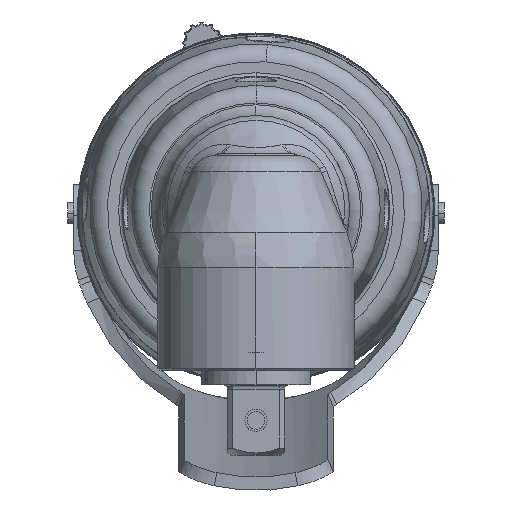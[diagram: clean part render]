
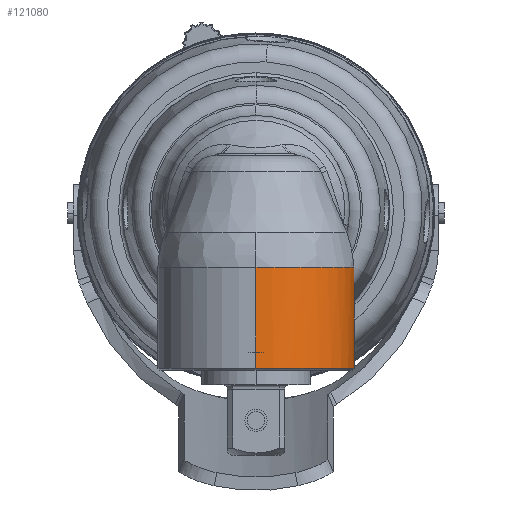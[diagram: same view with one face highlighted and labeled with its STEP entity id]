
A CAD part, top view. The second image highlights one B-rep face of the part: STEP entity #121080.
In plain terms, the highlighted cylindrical face has radius 11 mm (diameter 22 mm), a partial arc.
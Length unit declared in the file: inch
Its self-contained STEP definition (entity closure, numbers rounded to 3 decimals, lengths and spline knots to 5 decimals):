
#47903=CARTESIAN_POINT('',(0.,-0.25798,2.97244));
#47904=DIRECTION('',(0.,1.,0.));
#47905=DIRECTION('',(0.,0.,1.));
#47906=AXIS2_PLACEMENT_3D('',#47903,#47904,#47905);
#47929=CARTESIAN_POINT('',(0.,-0.25798,
3.40551));
#48125=CARTESIAN_POINT('',(0.36982,-0.25798,
2.74709));
#48126=CARTESIAN_POINT('',(0.3686,-0.26054,
2.74508));
#48127=CARTESIAN_POINT('',(0.3661,-0.2656,
2.74105));
#48128=CARTESIAN_POINT('',(0.3622,-0.27305,
2.73499));
#48129=CARTESIAN_POINT('',(0.35814,-0.28034,
2.72892));
#48130=CARTESIAN_POINT('',(0.35393,-0.28749,
2.72284));
#48131=CARTESIAN_POINT('',(0.34956,-0.2945,
2.71676));
#48132=CARTESIAN_POINT('',(0.34503,-0.30137,
2.71066));
#48133=CARTESIAN_POINT('',(0.34033,-0.30812,
2.70458));
#48134=CARTESIAN_POINT('',(0.33547,-0.31472,
2.69853));
#48135=CARTESIAN_POINT('',(0.33047,-0.32117,
2.69251));
#48136=CARTESIAN_POINT('',(0.32535,-0.32744,
2.68657));
#48137=CARTESIAN_POINT('',(0.32012,-0.33352,
2.68073));
#48138=CARTESIAN_POINT('',(0.3148,-0.33938,
2.675));
#48139=CARTESIAN_POINT('',(0.3094,-0.34505,
2.66938));
#48140=CARTESIAN_POINT('',(0.3039,-0.35052,
2.66387));
#48141=CARTESIAN_POINT('',(0.29832,-0.35581,
2.65847));
#48142=CARTESIAN_POINT('',(0.29264,-0.36092,
2.65318));
#48143=CARTESIAN_POINT('',(0.28689,-0.36586,
2.648));
#48144=CARTESIAN_POINT('',(0.28105,-0.37062,
2.64293));
#48145=CARTESIAN_POINT('',(0.27514,-0.37521,
2.63798));
#48146=CARTESIAN_POINT('',(0.26916,-0.37963,
2.63314));
#48147=CARTESIAN_POINT('',(0.26309,-0.38388,
2.62842));
#48148=CARTESIAN_POINT('',(0.25696,-0.38798,
2.62381));
#48149=CARTESIAN_POINT('',(0.25076,-0.39192,
2.61933));
#48150=CARTESIAN_POINT('',(0.24448,-0.39571,
2.61495));
#48151=CARTESIAN_POINT('',(0.23814,-0.39935,
2.6107));
#48152=CARTESIAN_POINT('',(0.23173,-0.40285,
2.60656));
#48153=CARTESIAN_POINT('',(0.22525,-0.4062,
2.60253));
#48154=CARTESIAN_POINT('',(0.2187,-0.40942,
2.59862));
#48155=CARTESIAN_POINT('',(0.21208,-0.4125,
2.59483));
#48156=CARTESIAN_POINT('',(0.20539,-0.41545,
2.59115));
#48157=CARTESIAN_POINT('',(0.19863,-0.41827,
2.58758));
#48158=CARTESIAN_POINT('',(0.1918,-0.42097,
2.58413));
#48159=CARTESIAN_POINT('',(0.1849,-0.42354,
2.5808));
#48160=CARTESIAN_POINT('',(0.17793,-0.42599,
2.57758));
#48161=CARTESIAN_POINT('',(0.17088,-0.42832,
2.57448));
#48162=CARTESIAN_POINT('',(0.16376,-0.43054,
2.5715));
#48163=CARTESIAN_POINT('',(0.15657,-0.43264,
2.56864));
#48164=CARTESIAN_POINT('',(0.14929,-0.43463,
2.56589));
#48165=CARTESIAN_POINT('',(0.14194,-0.43651,
2.56327));
#48166=CARTESIAN_POINT('',(0.13451,-0.43829,
2.56076));
#48167=CARTESIAN_POINT('',(0.127,-0.43996,
2.55838));
#48168=CARTESIAN_POINT('',(0.11942,-0.44152,
2.55613));
#48169=CARTESIAN_POINT('',(0.11177,-0.44299,
2.55402));
#48170=CARTESIAN_POINT('',(0.10405,-0.44434,
2.55203));
#48171=CARTESIAN_POINT('',(0.09627,-0.4456,
2.55018));
#48172=CARTESIAN_POINT('',(0.08843,-0.44675,
2.54847));
#48173=CARTESIAN_POINT('',(0.08055,-0.4478,
2.5469));
#48174=CARTESIAN_POINT('',(0.07262,-0.44875,
2.54548));
#48175=CARTESIAN_POINT('',(0.06465,-0.4496,
2.5442));
#48176=CARTESIAN_POINT('',(0.05665,-0.45034,
2.54307));
#48177=CARTESIAN_POINT('',(0.04861,-0.45099,
2.54208));
#48178=CARTESIAN_POINT('',(0.04055,-0.45153,
2.54125));
#48179=CARTESIAN_POINT('',(0.03247,-0.45198,
2.54056));
#48180=CARTESIAN_POINT('',(0.02437,-0.45233,
2.54003));
#48181=CARTESIAN_POINT('',(0.01625,-0.45257,
2.53965));
#48182=CARTESIAN_POINT('',(0.00813,-0.45272,
2.53942));
#48183=CARTESIAN_POINT('',(0.00271,-0.45276,
2.53937));
#48184=CARTESIAN_POINT('',(0.,-0.45276,
2.53937));
#48251=DIRECTION('',(0.,-1.,0.));
#48252=VECTOR('',#48251,0.44557);
#48253=CARTESIAN_POINT('',(0.,-0.25798,
3.40551));
#48254=LINE('',#48253,#48252);
#48255=DIRECTION('',(0.,1.,0.));
#48256=VECTOR('',#48255,0.25079);
#48257=CARTESIAN_POINT('',(0.,-0.70354,2.53937));
#48258=LINE('',#48257,#48256);
#48322=CARTESIAN_POINT('',(0.,-0.70354,2.97244));
#48323=DIRECTION('',(0.,1.,0.));
#48324=DIRECTION('',(0.,0.,1.));
#48325=AXIS2_PLACEMENT_3D('',#48322,#48323,#48324);
#71587=VERTEX_POINT('',#47929);
#71592=VERTEX_POINT('',#48125);
#71593=VERTEX_POINT('',#48184);
#71608=CARTESIAN_POINT('',(0.,-0.70354,3.40551));
#71609=CARTESIAN_POINT('',(0.,-0.70354,2.53937));
#71610=VERTEX_POINT('',#71608);
#71611=VERTEX_POINT('',#71609);
#121065=CARTESIAN_POINT('',(0.,-0.6939,2.97244));
#121066=DIRECTION('',(0.,1.,0.));
#121067=DIRECTION('',(0.,0.,-1.));
#121068=AXIS2_PLACEMENT_3D('',#121065,#121066,#121067);
#121069=CYLINDRICAL_SURFACE('',#121068,0.43307);
#121071=ORIENTED_EDGE('',*,*,#121070,.F.);
#121073=ORIENTED_EDGE('',*,*,#121072,.F.);
#121075=ORIENTED_EDGE('',*,*,#121074,.F.);
#121076=ORIENTED_EDGE('',*,*,#120682,.T.);
#121077=ORIENTED_EDGE('',*,*,#121056,.T.);
#121078=EDGE_LOOP('',(#121071,#121073,#121075,#121076,#121077));
#121079=FACE_OUTER_BOUND('',#121078,.F.);
#121080=ADVANCED_FACE('',(#121079),#121069,.T.);
#47907=CIRCLE('',#47906,0.43307);
#48185=B_SPLINE_CURVE_WITH_KNOTS('',3,(#48125,#48126,#48127,#48128,#48129,
#48130,#48131,#48132,#48133,#48134,#48135,#48136,#48137,#48138,#48139,#48140,
#48141,#48142,#48143,#48144,#48145,#48146,#48147,#48148,#48149,#48150,#48151,
#48152,#48153,#48154,#48155,#48156,#48157,#48158,#48159,#48160,#48161,#48162,
#48163,#48164,#48165,#48166,#48167,#48168,#48169,#48170,#48171,#48172,#48173,
#48174,#48175,#48176,#48177,#48178,#48179,#48180,#48181,#48182,#48183,#48184),
.UNSPECIFIED.,.F.,.F.,(4,1,1,1,1,1,1,1,1,1,1,1,1,1,1,1,1,1,1,1,1,1,1,1,1,1,1,1,
1,1,1,1,1,1,1,1,1,1,1,1,1,1,1,1,1,1,1,1,1,1,1,1,1,1,1,1,1,4),(0.,
0.01754,0.03509,0.05263,0.07018,
0.08772,0.10526,0.12281,0.14035,
0.15789,0.17544,0.19298,0.21053,
0.22807,0.24561,0.26316,0.2807,
0.29825,0.31579,0.33333,0.35088,
0.36842,0.38596,0.40351,0.42105,
0.4386,0.45614,0.47368,0.49123,
0.50877,0.52632,0.54386,0.5614,
0.57895,0.59649,0.61404,0.63158,
0.64912,0.66667,0.68421,0.70175,
0.7193,0.73684,0.75439,0.77193,
0.78947,0.80702,0.82456,0.84211,
0.85965,0.87719,0.89474,0.91228,
0.92982,0.94737,0.96491,0.98246,1.),
.UNSPECIFIED.);
#48326=CIRCLE('',#48325,0.43307);
#120682=EDGE_CURVE('',#71587,#71592,#47907,.T.);
#121056=EDGE_CURVE('',#71592,#71593,#48185,.T.);
#121070=EDGE_CURVE('',#71611,#71593,#48258,.T.);
#121072=EDGE_CURVE('',#71610,#71611,#48326,.T.);
#121074=EDGE_CURVE('',#71587,#71610,#48254,.T.);
